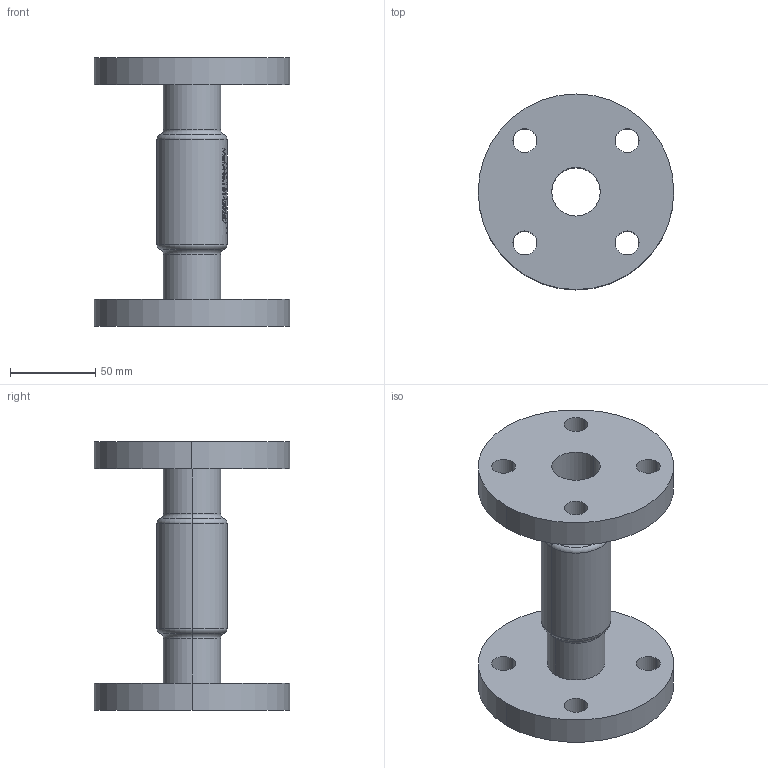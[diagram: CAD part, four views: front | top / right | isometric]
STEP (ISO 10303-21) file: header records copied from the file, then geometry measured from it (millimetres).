
FILE_DESCRIPTION (( 'STEP AP214' ), '1' );
FILE_NAME ('7120000_DN025_PN10_51420227.STEP', '2022-02-03T10:23:03', ( 'axxx' ), ( 'Hewlett-Packard Company' ), 'SwSTEP 2.0', 'SolidWorks 2019', '' );
FILE_SCHEMA (( 'AUTOMOTIVE_DESIGN' ));
Length unit declared in the file: millimetre
Products named in the file (1): 7120000_DN025_PN10_51420227
Bounding box: 115 x 115 x 158 mm (x, y, z)
Volume: 353566.6 mm3; surface area: 84793.3 mm2
Topology: 1 solids, 1 shells, 527 faces, 1425 edges, 946 vertices
Faces by surface type: plane 250, bspline 211, cylinder 58, torus 8
Entity records: 28718 total; most frequent: CARTESIAN_POINT 16931, ORIENTED_EDGE 2850, DIRECTION 1691, EDGE_CURVE 1425, VERTEX_POINT 946, LINE 769, VECTOR 769, EDGE_LOOP 591
